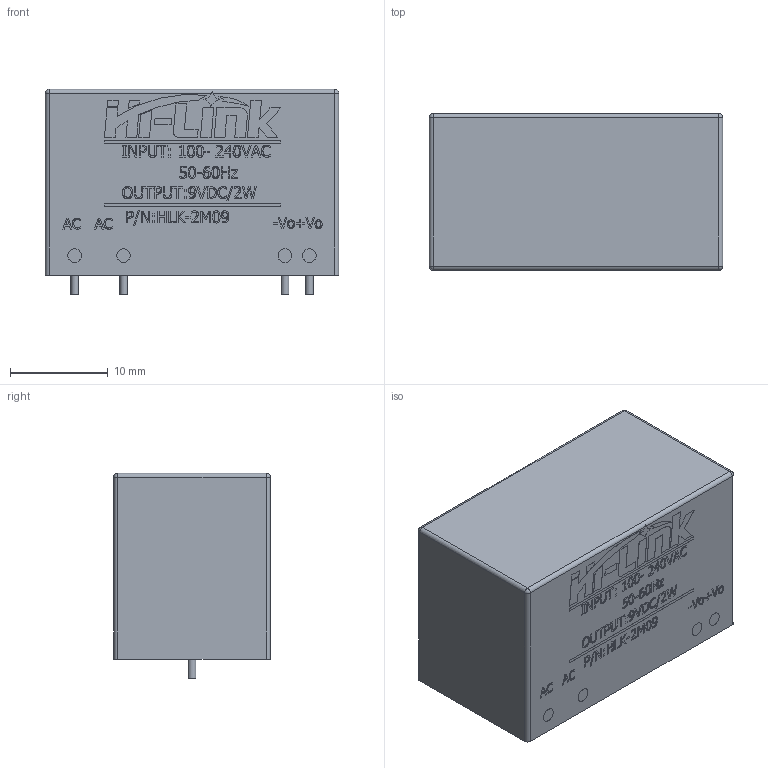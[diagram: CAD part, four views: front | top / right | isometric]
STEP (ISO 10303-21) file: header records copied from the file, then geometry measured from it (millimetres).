
FILE_DESCRIPTION(/* description */ (''),/* implementation_level */ '2;1');
FILE_NAME(/* name */ 'HLK-2W09.stp',/* time_stamp */ '2020-09-30T07:37:42-03:00',/* author */ ('laguerre'),/* organization */ (''),/* preprocessor_version */ 'ST-DEVELOPER v17',/* originating_system */ 'Autodesk Inventor 2018',/* authorisation */ '');
FILE_SCHEMA (('AUTOMOTIVE_DESIGN { 1 0 10303 214 3 1 1 }'));
Length unit declared in the file: millimetre
Products named in the file (1): HLK-2W
Bounding box: 30 x 16.01 x 21 mm (x, y, z)
Volume: 9119.1 mm3; surface area: 2704 mm2
Topology: 1 solids, 1 shells, 905 faces, 2391 edges, 1590 vertices
Faces by surface type: plane 545, bspline 326, cylinder 30, sphere 4
Full cylindrical faces by diameter (mm): 0.8 x4, 1.4 x4
Entity records: 30527 total; most frequent: CARTESIAN_POINT 10136, ORIENTED_EDGE 4782, DIRECTION 2953, EDGE_CURVE 2391, LINE 1677, VECTOR 1677, VERTEX_POINT 1590, EDGE_LOOP 1007
